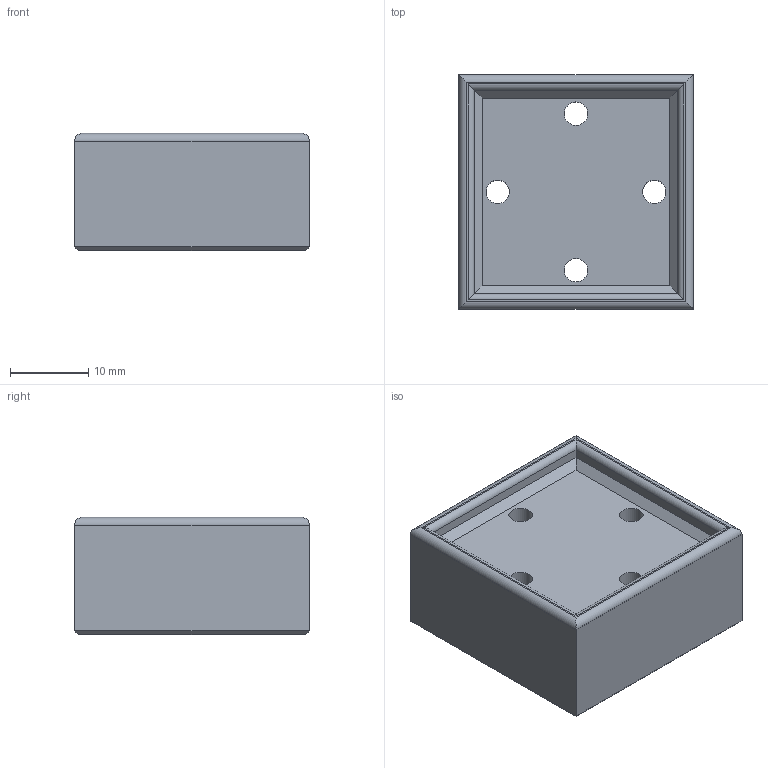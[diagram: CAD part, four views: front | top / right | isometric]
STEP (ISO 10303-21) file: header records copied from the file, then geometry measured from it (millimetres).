
FILE_DESCRIPTION(('FreeCAD Model'),'2;1');
FILE_NAME('Open CASCADE Shape Model','2022-07-18T11:14:35',(''),(''), 'Open CASCADE STEP processor 7.5','FreeCAD','Unknown');
FILE_SCHEMA(('AUTOMOTIVE_DESIGN { 1 0 10303 214 1 1 1 1 }'));
Length unit declared in the file: millimetre
Products named in the file (1): Pieza-1
Bounding box: 30 x 30 x 15 mm (x, y, z)
Volume: 11123.5 mm3; surface area: 4112.5 mm2
Topology: 1 solids, 1 shells, 35 faces, 76 edges, 44 vertices
Faces by surface type: plane 19, cylinder 12, cone 4
Full cylindrical faces by diameter (mm): 3 x4
Entity records: 2052 total; most frequent: CARTESIAN_POINT 476, DIRECTION 288, LINE 176, VECTOR 176, ORIENTED_EDGE 152, PCURVE 152, DEFINITIONAL_REPRESENTATION 152, EDGE_CURVE 76
